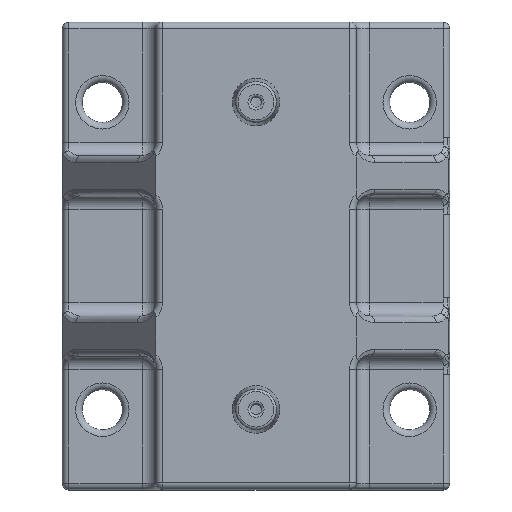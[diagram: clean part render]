
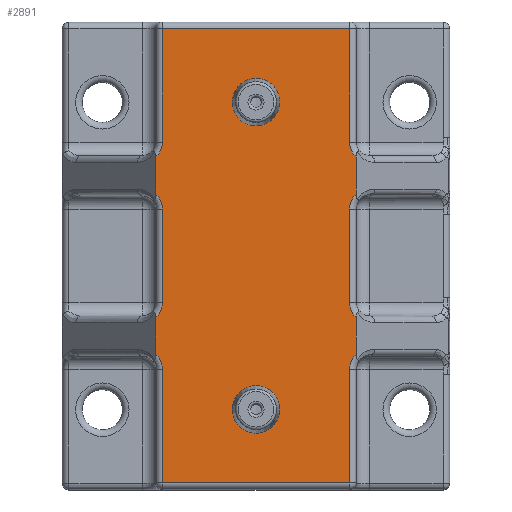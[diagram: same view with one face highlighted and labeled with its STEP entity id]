
A CAD part, top view. The second image highlights one B-rep face of the part: STEP entity #2891.
In plain terms, the highlighted planar face has unit normal (0, 0, 1).
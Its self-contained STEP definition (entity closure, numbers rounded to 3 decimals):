
#69=PLANE('',#3101);
#139=FACE_BOUND('',#750,.T.);
#140=FACE_BOUND('',#751,.T.);
#186=LINE('',#6366,#318);
#187=LINE('',#6370,#319);
#188=LINE('',#6372,#320);
#189=LINE('',#6374,#321);
#190=LINE('',#6378,#322);
#191=LINE('',#6382,#323);
#192=LINE('',#6386,#324);
#193=LINE('',#6390,#325);
#194=LINE('',#6392,#326);
#195=LINE('',#6394,#327);
#196=LINE('',#6398,#328);
#197=LINE('',#6401,#329);
#318=VECTOR('',#3523,2.764);
#319=VECTOR('',#3526,8.5);
#320=VECTOR('',#3527,14.);
#321=VECTOR('',#3528,8.5);
#322=VECTOR('',#3531,2.764);
#323=VECTOR('',#3534,7.);
#324=VECTOR('',#3537,2.764);
#325=VECTOR('',#3540,8.5);
#326=VECTOR('',#3541,14.);
#327=VECTOR('',#3542,8.5);
#328=VECTOR('',#3545,2.764);
#329=VECTOR('',#3548,7.);
#543=FACE_OUTER_BOUND('',#749,.T.);
#749=EDGE_LOOP('',(#2045,#2046,#2047,#2048,#2049,#2050,#2051,#2052,#2053,
#2054,#2055,#2056,#2057,#2058,#2059,#2060,#2061,#2062,#2063,#2064));
#750=EDGE_LOOP('',(#2065));
#751=EDGE_LOOP('',(#2066));
#999=CIRCLE('',#3100,1.7);
#1000=CIRCLE('',#3102,1.5);
#1001=CIRCLE('',#3103,1.5);
#1002=CIRCLE('',#3104,1.5);
#1003=CIRCLE('',#3105,1.5);
#1004=CIRCLE('',#3106,1.5);
#1005=CIRCLE('',#3107,1.5);
#1006=CIRCLE('',#3108,1.5);
#1007=CIRCLE('',#3109,1.5);
#1008=CIRCLE('',#3110,1.7);
#1307=VERTEX_POINT('',#6359);
#1308=VERTEX_POINT('',#6362);
#1309=VERTEX_POINT('',#6363);
#1310=VERTEX_POINT('',#6365);
#1311=VERTEX_POINT('',#6367);
#1312=VERTEX_POINT('',#6369);
#1313=VERTEX_POINT('',#6371);
#1314=VERTEX_POINT('',#6373);
#1315=VERTEX_POINT('',#6375);
#1316=VERTEX_POINT('',#6377);
#1317=VERTEX_POINT('',#6379);
#1318=VERTEX_POINT('',#6381);
#1319=VERTEX_POINT('',#6383);
#1320=VERTEX_POINT('',#6385);
#1321=VERTEX_POINT('',#6387);
#1322=VERTEX_POINT('',#6389);
#1323=VERTEX_POINT('',#6391);
#1324=VERTEX_POINT('',#6393);
#1325=VERTEX_POINT('',#6395);
#1326=VERTEX_POINT('',#6397);
#1327=VERTEX_POINT('',#6399);
#1328=VERTEX_POINT('',#6402);
#1591=EDGE_CURVE('',#1307,#1307,#999,.T.);
#1592=EDGE_CURVE('',#1308,#1309,#1000,.T.);
#1593=EDGE_CURVE('',#1308,#1310,#186,.T.);
#1594=EDGE_CURVE('',#1311,#1310,#1001,.T.);
#1595=EDGE_CURVE('',#1312,#1311,#187,.T.);
#1596=EDGE_CURVE('',#1313,#1312,#188,.T.);
#1597=EDGE_CURVE('',#1314,#1313,#189,.T.);
#1598=EDGE_CURVE('',#1315,#1314,#1002,.T.);
#1599=EDGE_CURVE('',#1315,#1316,#190,.T.);
#1600=EDGE_CURVE('',#1317,#1316,#1003,.T.);
#1601=EDGE_CURVE('',#1318,#1317,#191,.T.);
#1602=EDGE_CURVE('',#1319,#1318,#1004,.T.);
#1603=EDGE_CURVE('',#1319,#1320,#192,.T.);
#1604=EDGE_CURVE('',#1321,#1320,#1005,.T.);
#1605=EDGE_CURVE('',#1322,#1321,#193,.T.);
#1606=EDGE_CURVE('',#1323,#1322,#194,.T.);
#1607=EDGE_CURVE('',#1324,#1323,#195,.T.);
#1608=EDGE_CURVE('',#1325,#1324,#1006,.T.);
#1609=EDGE_CURVE('',#1325,#1326,#196,.T.);
#1610=EDGE_CURVE('',#1327,#1326,#1007,.T.);
#1611=EDGE_CURVE('',#1309,#1327,#197,.T.);
#1612=EDGE_CURVE('',#1328,#1328,#1008,.T.);
#2045=ORIENTED_EDGE('',*,*,#1592,.F.);
#2046=ORIENTED_EDGE('',*,*,#1593,.T.);
#2047=ORIENTED_EDGE('',*,*,#1594,.F.);
#2048=ORIENTED_EDGE('',*,*,#1595,.F.);
#2049=ORIENTED_EDGE('',*,*,#1596,.F.);
#2050=ORIENTED_EDGE('',*,*,#1597,.F.);
#2051=ORIENTED_EDGE('',*,*,#1598,.F.);
#2052=ORIENTED_EDGE('',*,*,#1599,.T.);
#2053=ORIENTED_EDGE('',*,*,#1600,.F.);
#2054=ORIENTED_EDGE('',*,*,#1601,.F.);
#2055=ORIENTED_EDGE('',*,*,#1602,.F.);
#2056=ORIENTED_EDGE('',*,*,#1603,.T.);
#2057=ORIENTED_EDGE('',*,*,#1604,.F.);
#2058=ORIENTED_EDGE('',*,*,#1605,.F.);
#2059=ORIENTED_EDGE('',*,*,#1606,.F.);
#2060=ORIENTED_EDGE('',*,*,#1607,.F.);
#2061=ORIENTED_EDGE('',*,*,#1608,.F.);
#2062=ORIENTED_EDGE('',*,*,#1609,.T.);
#2063=ORIENTED_EDGE('',*,*,#1610,.F.);
#2064=ORIENTED_EDGE('',*,*,#1611,.F.);
#2065=ORIENTED_EDGE('',*,*,#1612,.F.);
#2066=ORIENTED_EDGE('',*,*,#1591,.F.);
#2891=ADVANCED_FACE('',(#543,#139,#140),#69,.T.);
#3100=AXIS2_PLACEMENT_3D('',#6360,#3517,#3518);
#3101=AXIS2_PLACEMENT_3D('',#6361,#3519,#3520);
#3102=AXIS2_PLACEMENT_3D('',#6364,#3521,#3522);
#3103=AXIS2_PLACEMENT_3D('',#6368,#3524,#3525);
#3104=AXIS2_PLACEMENT_3D('',#6376,#3529,#3530);
#3105=AXIS2_PLACEMENT_3D('',#6380,#3532,#3533);
#3106=AXIS2_PLACEMENT_3D('',#6384,#3535,#3536);
#3107=AXIS2_PLACEMENT_3D('',#6388,#3538,#3539);
#3108=AXIS2_PLACEMENT_3D('',#6396,#3543,#3544);
#3109=AXIS2_PLACEMENT_3D('',#6400,#3546,#3547);
#3110=AXIS2_PLACEMENT_3D('',#6403,#3549,#3550);
#3517=DIRECTION('center_axis',(0.,0.,1.));
#3518=DIRECTION('ref_axis',(0.,-1.,0.));
#3519=DIRECTION('center_axis',(0.,0.,1.));
#3520=DIRECTION('ref_axis',(1.,0.,0.));
#3521=DIRECTION('center_axis',(0.,0.,1.));
#3522=DIRECTION('ref_axis',(1.,0.,0.));
#3523=DIRECTION('',(0.,-1.,0.));
#3524=DIRECTION('center_axis',(0.,0.,1.));
#3525=DIRECTION('ref_axis',(1.,0.,0.));
#3526=DIRECTION('',(0.,1.,0.));
#3527=DIRECTION('',(-1.,0.,0.));
#3528=DIRECTION('',(0.,-1.,0.));
#3529=DIRECTION('center_axis',(0.,0.,1.));
#3530=DIRECTION('ref_axis',(-1.,0.,0.));
#3531=DIRECTION('',(0.,1.,0.));
#3532=DIRECTION('center_axis',(0.,0.,1.));
#3533=DIRECTION('ref_axis',(-1.,0.,0.));
#3534=DIRECTION('',(0.,-1.,0.));
#3535=DIRECTION('center_axis',(0.,0.,1.));
#3536=DIRECTION('ref_axis',(-1.,0.,0.));
#3537=DIRECTION('',(0.,1.,0.));
#3538=DIRECTION('center_axis',(0.,0.,1.));
#3539=DIRECTION('ref_axis',(-1.,0.,0.));
#3540=DIRECTION('',(0.,-1.,0.));
#3541=DIRECTION('',(1.,0.,0.));
#3542=DIRECTION('',(0.,1.,0.));
#3543=DIRECTION('center_axis',(0.,0.,1.));
#3544=DIRECTION('ref_axis',(1.,0.,0.));
#3545=DIRECTION('',(0.,-1.,0.));
#3546=DIRECTION('center_axis',(0.,0.,1.));
#3547=DIRECTION('ref_axis',(1.,0.,0.));
#3548=DIRECTION('',(0.,1.,0.));
#3549=DIRECTION('center_axis',(0.,0.,1.));
#3550=DIRECTION('ref_axis',(0.,-1.,0.));
#6359=CARTESIAN_POINT('',(0.,30.7,15.));
#6360=CARTESIAN_POINT('Origin',(0.,29.,15.));
#6361=CARTESIAN_POINT('Origin',(0.,17.5,15.));
#6362=CARTESIAN_POINT('',(-7.5,12.882,15.));
#6363=CARTESIAN_POINT('',(-7.,14.,15.));
#6364=CARTESIAN_POINT('Origin',(-8.5,14.,15.));
#6365=CARTESIAN_POINT('',(-7.5,10.118,15.));
#6366=CARTESIAN_POINT('',(-7.5,0.,15.));
#6367=CARTESIAN_POINT('',(-7.,9.,15.));
#6368=CARTESIAN_POINT('Origin',(-8.5,9.,15.));
#6369=CARTESIAN_POINT('',(-7.,0.5,15.));
#6370=CARTESIAN_POINT('',(-7.,26.25,15.));
#6371=CARTESIAN_POINT('',(7.,0.5,15.));
#6372=CARTESIAN_POINT('',(-3.75,0.5,15.));
#6373=CARTESIAN_POINT('',(7.,9.,15.));
#6374=CARTESIAN_POINT('',(7.,8.75,15.));
#6375=CARTESIAN_POINT('',(7.5,10.118,15.));
#6376=CARTESIAN_POINT('Origin',(8.5,9.,15.));
#6377=CARTESIAN_POINT('',(7.5,12.882,15.));
#6378=CARTESIAN_POINT('',(7.5,35.,15.));
#6379=CARTESIAN_POINT('',(7.,14.,15.));
#6380=CARTESIAN_POINT('Origin',(8.5,14.,15.));
#6381=CARTESIAN_POINT('',(7.,21.,15.));
#6382=CARTESIAN_POINT('',(7.,8.75,15.));
#6383=CARTESIAN_POINT('',(7.5,22.118,15.));
#6384=CARTESIAN_POINT('Origin',(8.5,21.,15.));
#6385=CARTESIAN_POINT('',(7.5,24.882,15.));
#6386=CARTESIAN_POINT('',(7.5,35.,15.));
#6387=CARTESIAN_POINT('',(7.,26.,15.));
#6388=CARTESIAN_POINT('Origin',(8.5,26.,15.));
#6389=CARTESIAN_POINT('',(7.,34.5,15.));
#6390=CARTESIAN_POINT('',(7.,8.75,15.));
#6391=CARTESIAN_POINT('',(-7.,34.5,15.));
#6392=CARTESIAN_POINT('',(3.75,34.5,15.));
#6393=CARTESIAN_POINT('',(-7.,26.,15.));
#6394=CARTESIAN_POINT('',(-7.,26.25,15.));
#6395=CARTESIAN_POINT('',(-7.5,24.882,15.));
#6396=CARTESIAN_POINT('Origin',(-8.5,26.,15.));
#6397=CARTESIAN_POINT('',(-7.5,22.118,15.));
#6398=CARTESIAN_POINT('',(-7.5,0.,15.));
#6399=CARTESIAN_POINT('',(-7.,21.,15.));
#6400=CARTESIAN_POINT('Origin',(-8.5,21.,15.));
#6401=CARTESIAN_POINT('',(-7.,26.25,15.));
#6402=CARTESIAN_POINT('',(0.,7.7,15.));
#6403=CARTESIAN_POINT('Origin',(0.,6.,15.));
